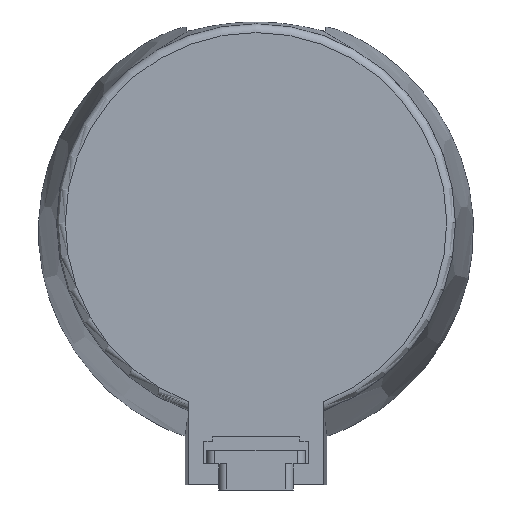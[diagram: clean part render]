
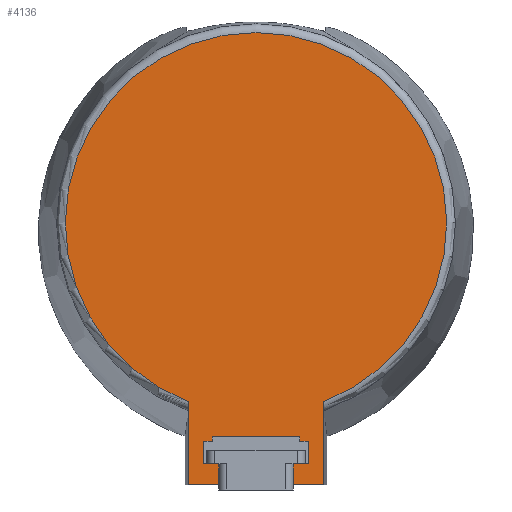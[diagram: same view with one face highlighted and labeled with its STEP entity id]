
A CAD part, front view. The second image highlights one B-rep face of the part: STEP entity #4136.
In plain terms, the highlighted planar face has unit normal (0, -1, 0).
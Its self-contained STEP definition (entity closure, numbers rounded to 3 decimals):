
#3206=CARTESIAN_POINT('',(0.,0.,0.));
#3207=DIRECTION('',(0.,1.,0.));
#3208=DIRECTION('',(-0.354,0.,-0.935));
#3209=AXIS2_PLACEMENT_3D('',#3206,#3207,#3208);
#3214=DIRECTION('',(0.,0.,1.));
#3215=VECTOR('',#3214,4.8);
#3216=CARTESIAN_POINT('',(8.5,0.,-60.));
#3217=LINE('',#3216,#3215);
#3221=DIRECTION('',(1.,0.,0.));
#3222=VECTOR('',#3221,3.5);
#3223=CARTESIAN_POINT('',(8.5,0.,-55.2));
#3224=LINE('',#3223,#3222);
#3228=DIRECTION('',(0.,0.,1.));
#3229=VECTOR('',#3228,5.2);
#3230=CARTESIAN_POINT('',(12.,0.,-55.2));
#3231=LINE('',#3230,#3229);
#3235=DIRECTION('',(-1.,0.,0.));
#3236=VECTOR('',#3235,2.);
#3237=CARTESIAN_POINT('',(12.,0.,-50.));
#3238=LINE('',#3237,#3236);
#3242=DIRECTION('',(0.,0.,1.));
#3243=VECTOR('',#3242,1.);
#3244=CARTESIAN_POINT('',(10.,0.,-50.));
#3245=LINE('',#3244,#3243);
#3249=DIRECTION('',(-1.,0.,0.));
#3250=VECTOR('',#3249,20.);
#3251=CARTESIAN_POINT('',(10.,0.,-49.));
#3252=LINE('',#3251,#3250);
#3256=DIRECTION('',(0.,0.,-1.));
#3257=VECTOR('',#3256,1.);
#3258=CARTESIAN_POINT('',(-10.,0.,-49.));
#3259=LINE('',#3258,#3257);
#3263=DIRECTION('',(-1.,0.,0.));
#3264=VECTOR('',#3263,2.);
#3265=CARTESIAN_POINT('',(-10.,0.,-50.));
#3266=LINE('',#3265,#3264);
#3270=DIRECTION('',(0.,0.,-1.));
#3271=VECTOR('',#3270,5.2);
#3272=CARTESIAN_POINT('',(-12.,0.,-50.));
#3273=LINE('',#3272,#3271);
#3277=DIRECTION('',(1.,0.,0.));
#3278=VECTOR('',#3277,3.5);
#3279=CARTESIAN_POINT('',(-12.,0.,-55.2));
#3280=LINE('',#3279,#3278);
#3284=DIRECTION('',(0.,0.,1.));
#3285=VECTOR('',#3284,4.8);
#3286=CARTESIAN_POINT('',(-8.5,0.,-60.));
#3287=LINE('',#3286,#3285);
#3317=DIRECTION('',(0.,0.,-1.));
#3318=VECTOR('',#3317,19.088);
#3319=CARTESIAN_POINT('',(-15.5,0.,-40.912));
#3320=LINE('',#3319,#3318);
#3748=DIRECTION('',(0.,0.,1.));
#3749=VECTOR('',#3748,19.088);
#3750=CARTESIAN_POINT('',(15.5,0.,-60.));
#3751=LINE('',#3750,#3749);
#3776=DIRECTION('',(1.,0.,0.));
#3777=VECTOR('',#3776,7.);
#3778=CARTESIAN_POINT('',(-15.5,0.,-60.));
#3779=LINE('',#3778,#3777);
#3804=DIRECTION('',(1.,0.,0.));
#3805=VECTOR('',#3804,7.);
#3806=CARTESIAN_POINT('',(8.5,0.,-60.));
#3807=LINE('',#3806,#3805);
#4049=CARTESIAN_POINT('',(8.5,0.,-60.));
#4050=CARTESIAN_POINT('',(8.5,0.,-55.2));
#4051=VERTEX_POINT('',#4049);
#4052=VERTEX_POINT('',#4050);
#4053=CARTESIAN_POINT('',(12.,0.,-55.2));
#4054=VERTEX_POINT('',#4053);
#4055=CARTESIAN_POINT('',(12.,0.,-50.));
#4056=VERTEX_POINT('',#4055);
#4057=CARTESIAN_POINT('',(10.,0.,-50.));
#4058=VERTEX_POINT('',#4057);
#4059=CARTESIAN_POINT('',(10.,0.,-49.));
#4060=VERTEX_POINT('',#4059);
#4061=CARTESIAN_POINT('',(-10.,0.,-49.));
#4062=VERTEX_POINT('',#4061);
#4063=CARTESIAN_POINT('',(-10.,0.,-50.));
#4064=VERTEX_POINT('',#4063);
#4065=CARTESIAN_POINT('',(-12.,0.,-50.));
#4066=VERTEX_POINT('',#4065);
#4067=CARTESIAN_POINT('',(-12.,0.,-55.2));
#4068=VERTEX_POINT('',#4067);
#4069=CARTESIAN_POINT('',(-8.5,0.,-55.2));
#4070=VERTEX_POINT('',#4069);
#4071=CARTESIAN_POINT('',(-8.5,0.,-60.));
#4072=VERTEX_POINT('',#4071);
#4077=CARTESIAN_POINT('',(-15.5,0.,-60.));
#4078=VERTEX_POINT('',#4077);
#4079=CARTESIAN_POINT('',(15.5,0.,-60.));
#4080=VERTEX_POINT('',#4079);
#4089=CARTESIAN_POINT('',(-15.5,0.,-40.912));
#4090=CARTESIAN_POINT('',(15.5,0.,-40.912));
#4091=VERTEX_POINT('',#4089);
#4092=VERTEX_POINT('',#4090);
#4097=CARTESIAN_POINT('',(0.,0.,0.));
#4098=DIRECTION('',(0.,1.,0.));
#4099=DIRECTION('',(1.,0.,0.));
#4100=AXIS2_PLACEMENT_3D('',#4097,#4098,#4099);
#4101=PLANE('',#4100);
#4103=ORIENTED_EDGE('',*,*,#4102,.T.);
#4105=ORIENTED_EDGE('',*,*,#4104,.F.);
#4107=ORIENTED_EDGE('',*,*,#4106,.F.);
#4109=ORIENTED_EDGE('',*,*,#4108,.T.);
#4111=ORIENTED_EDGE('',*,*,#4110,.T.);
#4113=ORIENTED_EDGE('',*,*,#4112,.T.);
#4115=ORIENTED_EDGE('',*,*,#4114,.T.);
#4117=ORIENTED_EDGE('',*,*,#4116,.T.);
#4119=ORIENTED_EDGE('',*,*,#4118,.T.);
#4121=ORIENTED_EDGE('',*,*,#4120,.T.);
#4123=ORIENTED_EDGE('',*,*,#4122,.T.);
#4125=ORIENTED_EDGE('',*,*,#4124,.T.);
#4127=ORIENTED_EDGE('',*,*,#4126,.T.);
#4129=ORIENTED_EDGE('',*,*,#4128,.F.);
#4131=ORIENTED_EDGE('',*,*,#4130,.F.);
#4133=ORIENTED_EDGE('',*,*,#4132,.F.);
#4134=EDGE_LOOP('',(#4103,#4105,#4107,#4109,#4111,#4113,#4115,#4117,#4119,#4121,
#4123,#4125,#4127,#4129,#4131,#4133));
#4135=FACE_OUTER_BOUND('',#4134,.F.);
#3210=CIRCLE('',#3209,43.75);
#4102=EDGE_CURVE('',#4091,#4092,#3210,.T.);
#4104=EDGE_CURVE('',#4080,#4092,#3751,.T.);
#4106=EDGE_CURVE('',#4051,#4080,#3807,.T.);
#4108=EDGE_CURVE('',#4051,#4052,#3217,.T.);
#4110=EDGE_CURVE('',#4052,#4054,#3224,.T.);
#4112=EDGE_CURVE('',#4054,#4056,#3231,.T.);
#4114=EDGE_CURVE('',#4056,#4058,#3238,.T.);
#4116=EDGE_CURVE('',#4058,#4060,#3245,.T.);
#4118=EDGE_CURVE('',#4060,#4062,#3252,.T.);
#4120=EDGE_CURVE('',#4062,#4064,#3259,.T.);
#4122=EDGE_CURVE('',#4064,#4066,#3266,.T.);
#4124=EDGE_CURVE('',#4066,#4068,#3273,.T.);
#4126=EDGE_CURVE('',#4068,#4070,#3280,.T.);
#4128=EDGE_CURVE('',#4072,#4070,#3287,.T.);
#4130=EDGE_CURVE('',#4078,#4072,#3779,.T.);
#4132=EDGE_CURVE('',#4091,#4078,#3320,.T.);
#4136=ADVANCED_FACE('',(#4135),#4101,.F.);
